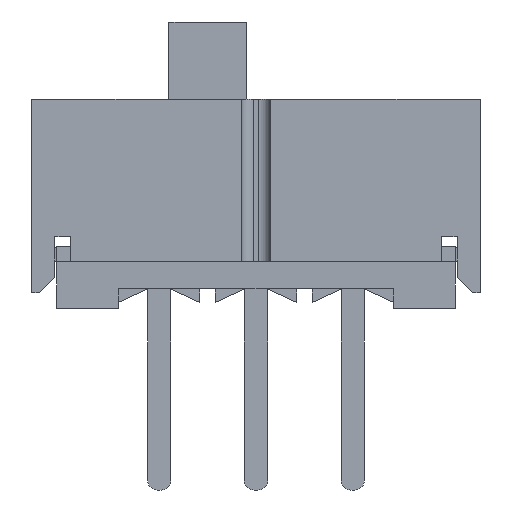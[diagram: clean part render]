
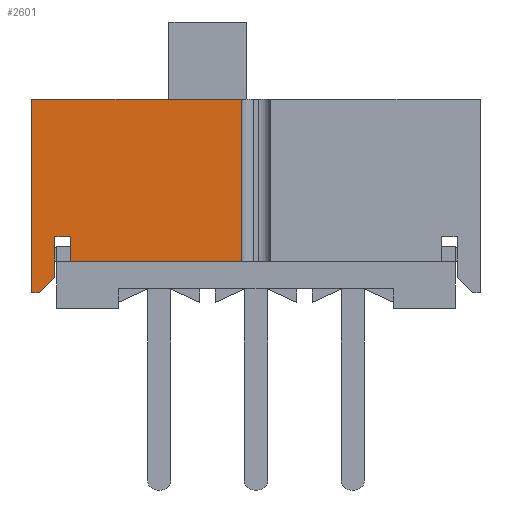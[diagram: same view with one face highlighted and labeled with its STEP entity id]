
A CAD part, front view. The second image highlights one B-rep face of the part: STEP entity #2601.
In plain terms, the highlighted planar face has unit normal (0, -1, 0).
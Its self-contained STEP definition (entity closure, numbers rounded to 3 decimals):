
#43 = DIRECTION ( 'NONE',  ( 0.707, 0., 0.707 ) ) ;
#72 = EDGE_CURVE ( 'NONE', #6914, #7382, #6778, .T. ) ;
#78 = VERTEX_POINT ( 'NONE', #4548 ) ;
#159 = CARTESIAN_POINT ( 'NONE',  ( -5.6, -2., 0. ) ) ;
#225 = CARTESIAN_POINT ( 'NONE',  ( -5.8, -2., 0. ) ) ;
#373 = VERTEX_POINT ( 'NONE', #6480 ) ;
#418 = VECTOR ( 'NONE', #566, 1000. ) ;
#566 = DIRECTION ( 'NONE',  ( 0., 0., 1. ) ) ;
#646 = LINE ( 'NONE', #4481, #5164 ) ;
#707 = LINE ( 'NONE', #3387, #6776 ) ;
#798 = VERTEX_POINT ( 'NONE', #1556 ) ;
#840 = EDGE_CURVE ( 'NONE', #3220, #373, #4394, .T. ) ;
#854 = DIRECTION ( 'NONE',  ( 1., 0., 0. ) ) ;
#881 = VECTOR ( 'NONE', #43, 1000. ) ;
#962 = DIRECTION ( 'NONE',  ( 1., 0., 0. ) ) ;
#999 = ORIENTED_EDGE ( 'NONE', *, *, #5311, .T. ) ;
#1459 = EDGE_CURVE ( 'NONE', #2100, #78, #4124, .T. ) ;
#1556 = CARTESIAN_POINT ( 'NONE',  ( -0.375, -2., 0.8 ) ) ;
#1687 = EDGE_CURVE ( 'NONE', #2774, #2100, #4643, .T. ) ;
#1954 = ORIENTED_EDGE ( 'NONE', *, *, #3066, .T. ) ;
#2100 = VERTEX_POINT ( 'NONE', #159 ) ;
#2152 = CARTESIAN_POINT ( 'NONE',  ( 5.8, -2., 0.8 ) ) ;
#2331 = DIRECTION ( 'NONE',  ( 0., 0., 1. ) ) ;
#2540 = CARTESIAN_POINT ( 'NONE',  ( 5.8, -2., 0. ) ) ;
#2601 = ADVANCED_FACE ( 'NONE', ( #7316 ), #2935, .T. ) ;
#2774 = VERTEX_POINT ( 'NONE', #225 ) ;
#2858 = ORIENTED_EDGE ( 'NONE', *, *, #840, .T. ) ;
#2935 = PLANE ( 'NONE',  #6870 ) ;
#2959 = ORIENTED_EDGE ( 'NONE', *, *, #5405, .T. ) ;
#3066 = EDGE_CURVE ( 'NONE', #78, #3250, #3229, .T. ) ;
#3099 = EDGE_CURVE ( 'NONE', #6914, #2774, #707, .T. ) ;
#3220 = VERTEX_POINT ( 'NONE', #7537 ) ;
#3229 = LINE ( 'NONE', #7005, #418 ) ;
#3244 = DIRECTION ( 'NONE',  ( 0., 0., -1. ) ) ;
#3250 = VERTEX_POINT ( 'NONE', #4127 ) ;
#3387 = CARTESIAN_POINT ( 'NONE',  ( -5.8, -2., 0. ) ) ;
#3549 = CARTESIAN_POINT ( 'NONE',  ( -5.8, -2., 5. ) ) ;
#3626 = DIRECTION ( 'NONE',  ( 0., -1., 0. ) ) ;
#3692 = ORIENTED_EDGE ( 'NONE', *, *, #72, .F. ) ;
#3983 = CARTESIAN_POINT ( 'NONE',  ( 0., -2., 5. ) ) ;
#4124 = LINE ( 'NONE', #4758, #881 ) ;
#4127 = CARTESIAN_POINT ( 'NONE',  ( -5.2, -2., 1.45 ) ) ;
#4184 = VECTOR ( 'NONE', #2331, 1000. ) ;
#4394 = LINE ( 'NONE', #5817, #7314 ) ;
#4481 = CARTESIAN_POINT ( 'NONE',  ( -4.8, -2., 1.45 ) ) ;
#4548 = CARTESIAN_POINT ( 'NONE',  ( -5.2, -2., 0.4 ) ) ;
#4585 = EDGE_CURVE ( 'NONE', #373, #798, #4597, .T. ) ;
#4597 = LINE ( 'NONE', #2152, #6232 ) ;
#4643 = LINE ( 'NONE', #6025, #7573 ) ;
#4693 = EDGE_LOOP ( 'NONE', ( #2858, #6504, #2959, #3692, #5032, #6968, #7517, #1954, #999 ) ) ;
#4758 = CARTESIAN_POINT ( 'NONE',  ( -5.2, -2., 0.4 ) ) ;
#5032 = ORIENTED_EDGE ( 'NONE', *, *, #3099, .T. ) ;
#5164 = VECTOR ( 'NONE', #962, 1000. ) ;
#5224 = VECTOR ( 'NONE', #6829, 1000. ) ;
#5311 = EDGE_CURVE ( 'NONE', #3250, #3220, #646, .T. ) ;
#5405 = EDGE_CURVE ( 'NONE', #798, #7382, #6731, .T. ) ;
#5817 = CARTESIAN_POINT ( 'NONE',  ( -4.8, -2., 0. ) ) ;
#6004 = DIRECTION ( 'NONE',  ( 0., 0., -1. ) ) ;
#6025 = CARTESIAN_POINT ( 'NONE',  ( 0., -2., 0. ) ) ;
#6219 = DIRECTION ( 'NONE',  ( 1., 0., 0. ) ) ;
#6232 = VECTOR ( 'NONE', #6219, 1000. ) ;
#6353 = DIRECTION ( 'NONE',  ( 0., 0., -1. ) ) ;
#6480 = CARTESIAN_POINT ( 'NONE',  ( -4.8, -2., 0.8 ) ) ;
#6504 = ORIENTED_EDGE ( 'NONE', *, *, #4585, .T. ) ;
#6731 = LINE ( 'NONE', #7553, #4184 ) ;
#6776 = VECTOR ( 'NONE', #3244, 1000. ) ;
#6778 = LINE ( 'NONE', #3983, #5224 ) ;
#6829 = DIRECTION ( 'NONE',  ( 1., 0., 0. ) ) ;
#6845 = CARTESIAN_POINT ( 'NONE',  ( -0.375, -2., 5. ) ) ;
#6870 = AXIS2_PLACEMENT_3D ( 'NONE', #2540, #3626, #6004 ) ;
#6914 = VERTEX_POINT ( 'NONE', #3549 ) ;
#6968 = ORIENTED_EDGE ( 'NONE', *, *, #1687, .T. ) ;
#7005 = CARTESIAN_POINT ( 'NONE',  ( -5.2, -2., 1.45 ) ) ;
#7314 = VECTOR ( 'NONE', #6353, 1000. ) ;
#7316 = FACE_OUTER_BOUND ( 'NONE', #4693, .T. ) ;
#7382 = VERTEX_POINT ( 'NONE', #6845 ) ;
#7517 = ORIENTED_EDGE ( 'NONE', *, *, #1459, .T. ) ;
#7537 = CARTESIAN_POINT ( 'NONE',  ( -4.8, -2., 1.45 ) ) ;
#7553 = CARTESIAN_POINT ( 'NONE',  ( -0.375, -2., 0. ) ) ;
#7573 = VECTOR ( 'NONE', #854, 1000. ) ;
